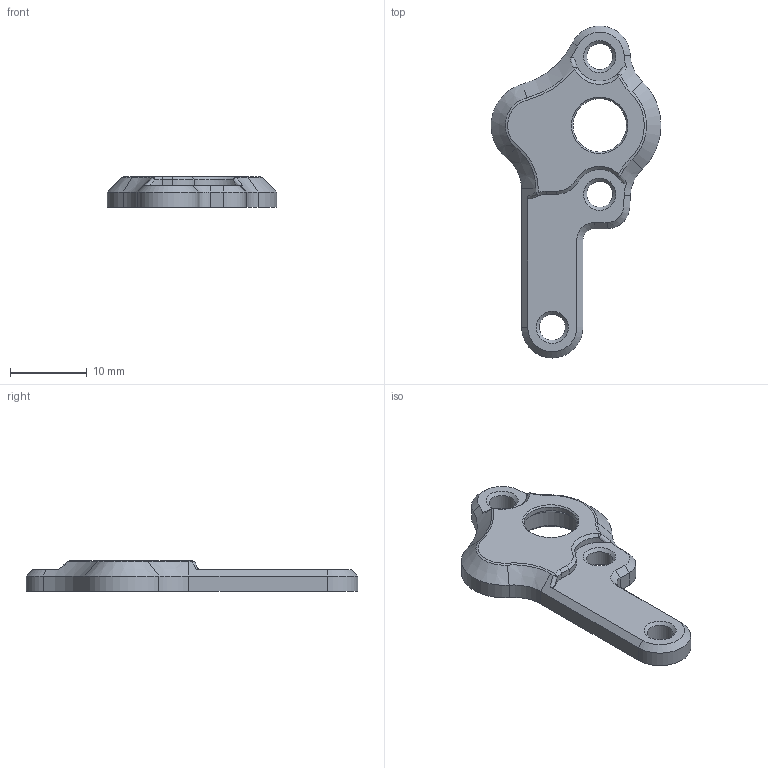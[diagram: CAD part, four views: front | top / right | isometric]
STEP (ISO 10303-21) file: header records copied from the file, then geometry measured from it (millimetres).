
FILE_DESCRIPTION(/* description */ ('STEP AP242','CAx-IF Rec.Pracs.---Representation and Presentation of Product Manufacturing Information (PMI)---4.0---2014-10-13','CAx-IF Rec.Pracs.---3D Tessellated Geometry---0.4---2014-09-14','2;1'),/* implementation_level */ '2;1');
FILE_NAME(/* name */ '663ff28f60e0e6600f5bc4bc',/* time_stamp */ '2024-05-11T22:34:56Z',/* author */ (''),/* organization */ (''),/* preprocessor_version */ 'ST-DEVELOPER v20',/* originating_system */ ' ',/* authorisation */ ' ');
FILE_SCHEMA (('AP242_MANAGED_MODEL_BASED_3D_ENGINEERING_MIM_LF { 1 0 10303 442 1 1 4 }'));
Length unit declared in the file: metre
Products named in the file (1): Part 1
Bounding box: 22.19 x 43.4 x 4 mm (x, y, z)
Volume: 1414.7 mm3; surface area: 1418 mm2
Topology: 1 solids, 1 shells, 73 faces, 172 edges, 98 vertices
Faces by surface type: cone 29, cylinder 20, plane 16, bspline 8
Full cylindrical faces by diameter (mm): 3.2 x1, 3.4 x3, 7 x1, 8.2 x1
Entity records: 2133 total; most frequent: CARTESIAN_POINT 542, DIRECTION 334, ORIENTED_EDGE 302, EDGE_CURVE 151, AXIS2_PLACEMENT_3D 139, EDGE_LOOP 97, FACE_BOUND 97, VERTEX_POINT 96
